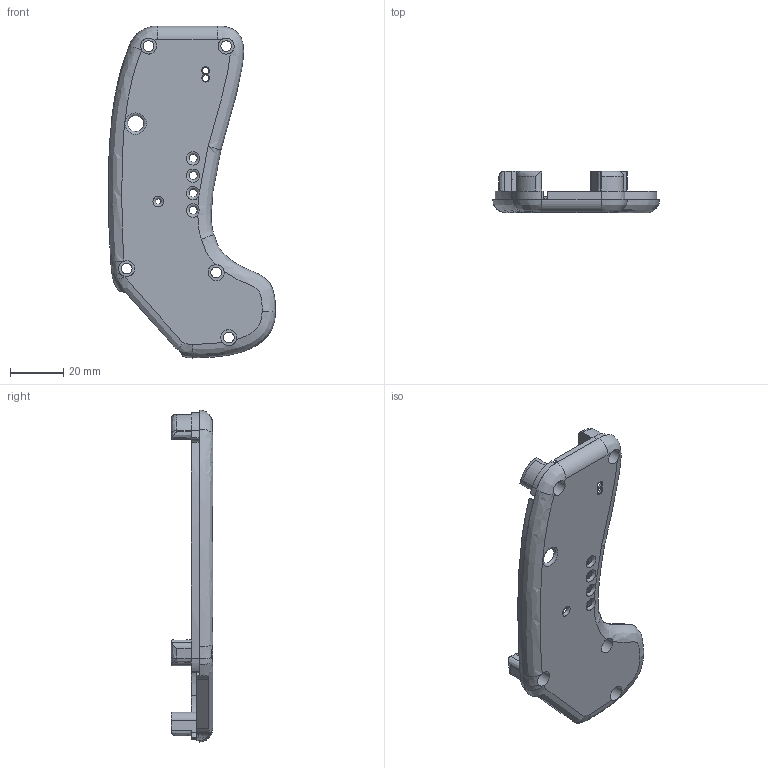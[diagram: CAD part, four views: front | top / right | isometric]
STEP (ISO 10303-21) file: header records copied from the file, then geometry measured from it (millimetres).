
FILE_DESCRIPTION(/* description */ (''),/* implementation_level */ '2;1');
FILE_NAME(/* name */ 'thumbwheelTop.step',/* time_stamp */ '2022-05-10T16:35:49+02:00',/* author */ (''),/* organization */ (''),/* preprocessor_version */ 'ST-DEVELOPER v18.1',/* originating_system */ 'Autodesk Translation Framework v10.14.0.1471',/* authorisation */ '');
FILE_SCHEMA (('AUTOMOTIVE_DESIGN { 1 0 10303 214 3 1 1 }'));
Length unit declared in the file: millimetre
Products named in the file (1): thumbwheelTop
Bounding box: 62.46 x 15.5 x 124.15 mm (x, y, z)
Volume: 9230.3 mm3; surface area: 16686.4 mm2
Topology: 1 solids, 1 shells, 181 faces, 494 edges, 312 vertices
Faces by surface type: bspline 89, plane 43, cylinder 36, torus 13
Full cylindrical faces by diameter (mm): 2.5 x2, 4 x5, 6 x5
Entity records: 10613 total; most frequent: CARTESIAN_POINT 6578, ORIENTED_EDGE 988, DIRECTION 579, EDGE_CURVE 494, VERTEX_POINT 312, B_SPLINE_CURVE_WITH_KNOTS 223, AXIS2_PLACEMENT_3D 216, EDGE_LOOP 204
